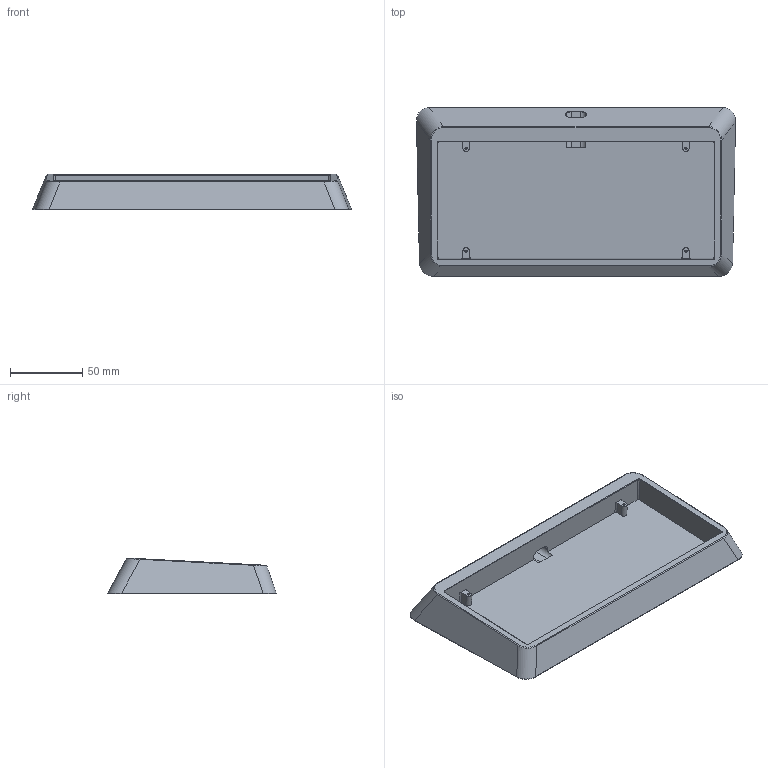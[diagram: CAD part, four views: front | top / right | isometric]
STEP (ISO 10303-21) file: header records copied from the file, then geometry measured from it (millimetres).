
FILE_DESCRIPTION(/* description */ (''),/* implementation_level */ '2;1');
FILE_NAME(/* name */ 'Bruce the Menhir Bottom Mount.step',/* time_stamp */ '2024-02-25T14:13:10-08:00',/* author */ (''),/* organization */ (''),/* preprocessor_version */ 'ST-DEVELOPER v20',/* originating_system */ 'Autodesk Translation Framework v12.20.1.177',/* authorisation */ '');
FILE_SCHEMA (('AUTOMOTIVE_DESIGN { 1 0 10303 214 3 1 1 }'));
Length unit declared in the file: millimetre
Products named in the file (1): Bruce the Menhir Bottom Mount
Bounding box: 221.23 x 116.83 x 24.93 mm (x, y, z)
Volume: 221611.6 mm3; surface area: 70889.1 mm2
Topology: 1 solids, 1 shells, 112 faces, 286 edges, 180 vertices
Faces by surface type: plane 48, bspline 32, cylinder 28, cone 4
Full cylindrical faces by diameter (mm): 1.6 x4
Entity records: 3929 total; most frequent: CARTESIAN_POINT 1371, ORIENTED_EDGE 572, DIRECTION 434, EDGE_CURVE 286, VERTEX_POINT 180, LINE 172, VECTOR 172, AXIS2_PLACEMENT_3D 131
